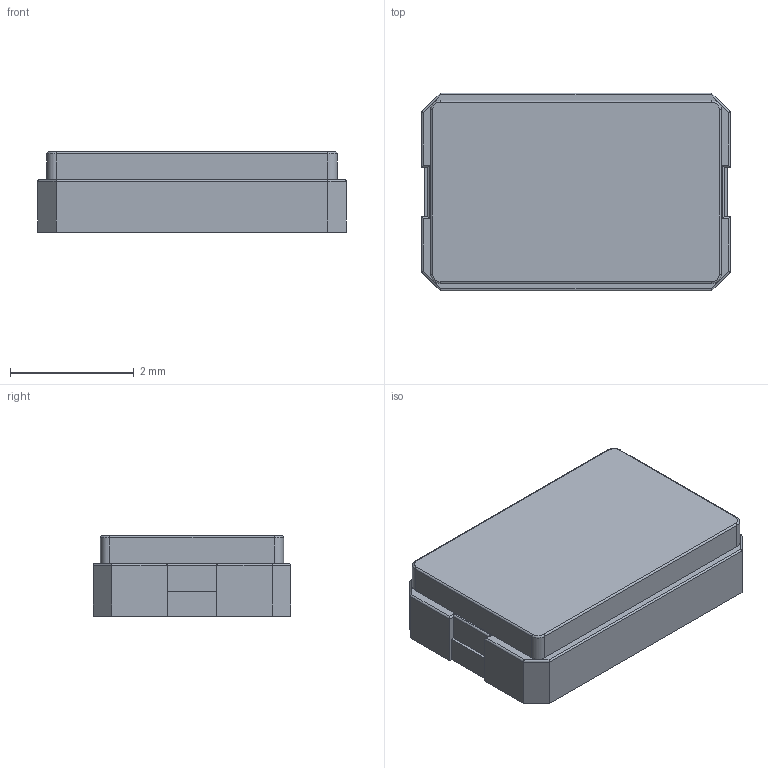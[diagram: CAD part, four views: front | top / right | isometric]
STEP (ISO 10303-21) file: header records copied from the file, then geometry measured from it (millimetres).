
FILE_DESCRIPTION(('FreeCAD Model'),'2;1');
FILE_NAME('Open CASCADE Shape Model','2023-09-01T19:43:26',(''),(''), 'Open CASCADE STEP processor 7.6','FreeCAD','Unknown');
FILE_SCHEMA(('AUTOMOTIVE_DESIGN { 1 0 10303 214 1 1 1 1 }'));
Length unit declared in the file: millimetre
Products named in the file (6): User Library-ABM3-1; User Library-ABM3-1_Fillet002; User Library-ABM3-1_Fillet001; User Library-ABM3-1_Pad003; User Library-ABM3-1_Pad001; User Library-ABM3-1_Pad002
Assembly tree (5 placements, depth 3):
  User Library-ABM3-1
    User Library-ABM3-1_Fillet002
    User Library-ABM3-1_Fillet001
    User Library-ABM3-1_Pad003
      User Library-ABM3-1_Pad001
      User Library-ABM3-1_Pad002
Bounding box: 5 x 3.2 x 1.3 mm (x, y, z)
Volume: 19.6 mm3; surface area: 98.8 mm2
Topology: 4 solids, 4 shells, 76 faces, 180 edges, 112 vertices
Faces by surface type: plane 48, cylinder 24, bspline 4
Entity records: 5646 total; most frequent: CARTESIAN_POINT 1950, DIRECTION 643, LINE 451, VECTOR 451, ORIENTED_EDGE 360, PCURVE 360, DEFINITIONAL_REPRESENTATION 360, EDGE_CURVE 180
